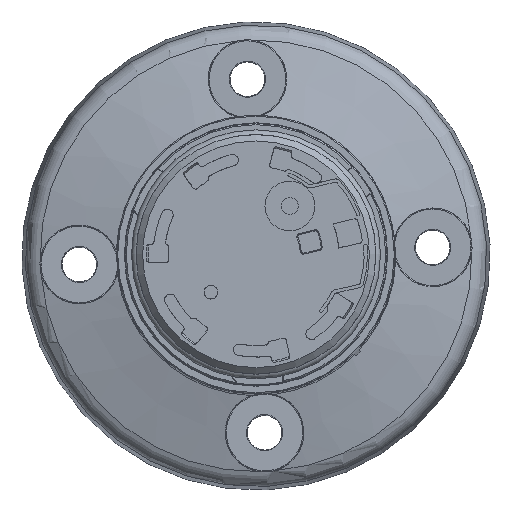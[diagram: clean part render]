
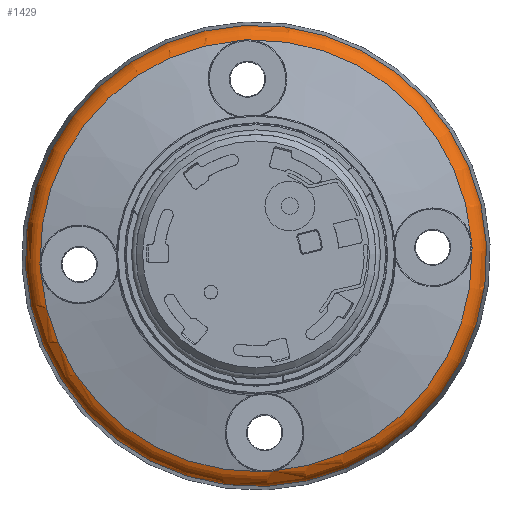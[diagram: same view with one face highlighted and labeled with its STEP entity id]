
A CAD part, top view. The second image highlights one B-rep face of the part: STEP entity #1429.
In plain terms, the highlighted toroidal (fillet/blend) face has major radius 32.215 mm and minor radius 3 mm.
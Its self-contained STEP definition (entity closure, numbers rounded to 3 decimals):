
#385=TOROIDAL_SURFACE('',#5632,32.215,3.);
#1429=ADVANCED_FACE('',(#1956,#1957),#385,.T.);
#1816=CIRCLE('',#5606,35.208);
#1826=CIRCLE('',#5628,32.941);
#1827=CIRCLE('',#5629,32.941);
#1828=CIRCLE('',#5630,32.941);
#1829=CIRCLE('',#5631,32.941);
#1956=FACE_BOUND('',#2329,.T.);
#1957=FACE_BOUND('',#2330,.T.);
#2329=EDGE_LOOP('',(#3639,#3640,#3641,#3642,#3643,#3644,#3645,#3646));
#2330=EDGE_LOOP('',(#3647));
#3639=ORIENTED_EDGE('',*,*,#4861,.F.);
#3640=ORIENTED_EDGE('',*,*,#4862,.F.);
#3641=ORIENTED_EDGE('',*,*,#4839,.F.);
#3642=ORIENTED_EDGE('',*,*,#4863,.F.);
#3643=ORIENTED_EDGE('',*,*,#4848,.F.);
#3644=ORIENTED_EDGE('',*,*,#4864,.F.);
#3645=ORIENTED_EDGE('',*,*,#4860,.F.);
#3646=ORIENTED_EDGE('',*,*,#4865,.F.);
#3647=ORIENTED_EDGE('',*,*,#4828,.F.);
#4162=VERTEX_POINT('',#10412);
#4169=VERTEX_POINT('',#10495);
#4170=VERTEX_POINT('',#10518);
#4175=VERTEX_POINT('',#10600);
#4176=VERTEX_POINT('',#10623);
#4183=VERTEX_POINT('',#10733);
#4184=VERTEX_POINT('',#10756);
#4185=VERTEX_POINT('',#10766);
#4186=VERTEX_POINT('',#10767);
#4828=EDGE_CURVE('',#4162,#4162,#1816,.T.);
#4839=EDGE_CURVE('',#4170,#4169,#5052,.T.);
#4848=EDGE_CURVE('',#4176,#4175,#5059,.T.);
#4860=EDGE_CURVE('',#4184,#4183,#5068,.T.);
#4861=EDGE_CURVE('',#4185,#4186,#5069,.T.);
#4862=EDGE_CURVE('',#4169,#4185,#1826,.T.);
#4863=EDGE_CURVE('',#4175,#4170,#1827,.T.);
#4864=EDGE_CURVE('',#4183,#4176,#1828,.T.);
#4865=EDGE_CURVE('',#4186,#4184,#1829,.T.);
#5052=B_SPLINE_CURVE_WITH_KNOTS('',3,(#10519,#10520,#10521,#10522),.UNSPECIFIED.,
 .F.,.F.,(4,4),(0.,1.),.UNSPECIFIED.);
#5059=B_SPLINE_CURVE_WITH_KNOTS('',3,(#10624,#10625,#10626,#10627),.UNSPECIFIED.,
 .F.,.F.,(4,4),(0.,1.),.UNSPECIFIED.);
#5068=B_SPLINE_CURVE_WITH_KNOTS('',3,(#10757,#10758,#10759,#10760),.UNSPECIFIED.,
 .F.,.F.,(4,4),(0.,1.),.UNSPECIFIED.);
#5069=B_SPLINE_CURVE_WITH_KNOTS('',3,(#10762,#10763,#10764,#10765),.UNSPECIFIED.,
 .F.,.F.,(4,4),(0.,1.),.UNSPECIFIED.);
#5606=AXIS2_PLACEMENT_3D('',#10411,#6901,#6902);
#5628=AXIS2_PLACEMENT_3D('',#10768,#6945,#6946);
#5629=AXIS2_PLACEMENT_3D('',#10769,#6947,#6948);
#5630=AXIS2_PLACEMENT_3D('',#10770,#6949,#6950);
#5631=AXIS2_PLACEMENT_3D('',#10771,#6951,#6952);
#5632=AXIS2_PLACEMENT_3D('',#10772,#6953,#6954);
#6901=DIRECTION('',(0.,0.,-1.));
#6902=DIRECTION('',(0.048,-0.999,0.));
#6945=DIRECTION('',(0.,0.,1.));
#6946=DIRECTION('',(0.048,-0.999,0.));
#6947=DIRECTION('',(0.,0.,1.));
#6948=DIRECTION('',(0.048,-0.999,0.));
#6949=DIRECTION('',(0.,0.,1.));
#6950=DIRECTION('',(0.048,-0.999,0.));
#6951=DIRECTION('',(0.,0.,1.));
#6952=DIRECTION('',(0.048,-0.999,0.));
#6953=DIRECTION('',(0.,0.,1.));
#6954=DIRECTION('',(0.048,-0.999,0.));
#10411=CARTESIAN_POINT('',(2.175,-3.808,-124.732));
#10412=CARTESIAN_POINT('',(3.88,-38.975,-124.732));
#10495=CARTESIAN_POINT('',(-30.669,-6.329,-122.03));
#10518=CARTESIAN_POINT('',(-30.759,-4.476,-122.03));
#10519=CARTESIAN_POINT('',(-30.759,-4.476,-122.03));
#10520=CARTESIAN_POINT('',(-30.826,-5.098,-122.05));
#10521=CARTESIAN_POINT('',(-30.796,-5.716,-122.05));
#10522=CARTESIAN_POINT('',(-30.669,-6.329,-122.03));
#10600=CARTESIAN_POINT('',(-0.346,29.036,-122.03));
#10623=CARTESIAN_POINT('',(1.507,29.126,-122.03));
#10624=CARTESIAN_POINT('',(1.507,29.126,-122.03));
#10625=CARTESIAN_POINT('',(0.885,29.193,-122.05));
#10626=CARTESIAN_POINT('',(0.267,29.163,-122.05));
#10627=CARTESIAN_POINT('',(-0.346,29.036,-122.03));
#10733=CARTESIAN_POINT('',(35.019,-1.287,-122.03));
#10756=CARTESIAN_POINT('',(35.109,-3.14,-122.03));
#10757=CARTESIAN_POINT('',(35.109,-3.14,-122.03));
#10758=CARTESIAN_POINT('',(35.176,-2.518,-122.05));
#10759=CARTESIAN_POINT('',(35.146,-1.9,-122.05));
#10760=CARTESIAN_POINT('',(35.019,-1.287,-122.03));
#10762=CARTESIAN_POINT('',(2.843,-36.742,-122.03));
#10763=CARTESIAN_POINT('',(3.465,-36.809,-122.05));
#10764=CARTESIAN_POINT('',(4.083,-36.779,-122.05));
#10765=CARTESIAN_POINT('',(4.696,-36.652,-122.03));
#10766=CARTESIAN_POINT('',(2.843,-36.742,-122.03));
#10767=CARTESIAN_POINT('',(4.696,-36.652,-122.03));
#10768=CARTESIAN_POINT('',(2.175,-3.808,-122.03));
#10769=CARTESIAN_POINT('',(2.175,-3.808,-122.03));
#10770=CARTESIAN_POINT('',(2.175,-3.808,-122.03));
#10771=CARTESIAN_POINT('',(2.175,-3.808,-122.03));
#10772=CARTESIAN_POINT('',(2.175,-3.808,-124.941));
